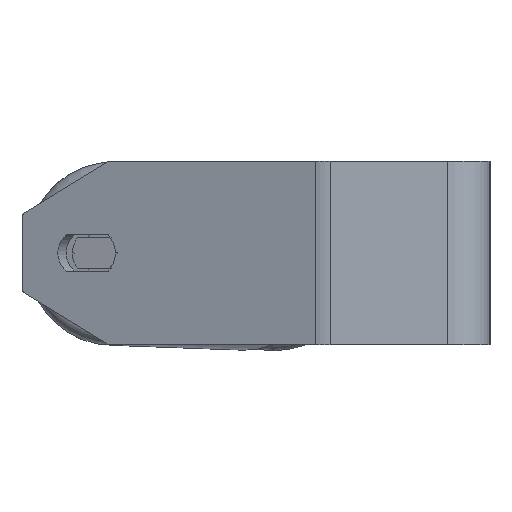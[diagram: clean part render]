
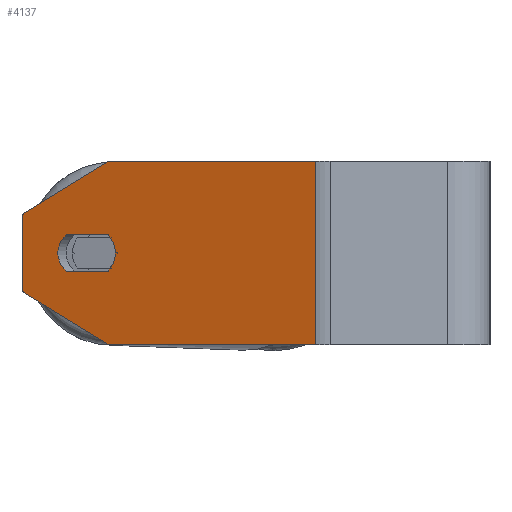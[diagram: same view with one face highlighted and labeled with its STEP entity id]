
A CAD part, left-side view. The second image highlights one B-rep face of the part: STEP entity #4137.
In plain terms, the highlighted planar face has unit normal (-0.94, 0.342, 0).
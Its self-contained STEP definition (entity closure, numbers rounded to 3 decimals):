
#59 = DIRECTION ( 'NONE',  ( -0.94, 0.342, 0. ) ) ;
#432 = LINE ( 'NONE', #8275, #2504 ) ;
#553 = CARTESIAN_POINT ( 'NONE',  ( -244.328, 125.305, 6. ) ) ;
#744 = CARTESIAN_POINT ( 'NONE',  ( -234.238, 153.026, 30. ) ) ;
#833 = CARTESIAN_POINT ( 'NONE',  ( -244.328, 125.305, -6. ) ) ;
#913 = EDGE_CURVE ( 'NONE', #8362, #5704, #7038, .T. ) ;
#972 = DIRECTION ( 'NONE',  ( -0.94, 0.342, 0. ) ) ;
#1164 = DIRECTION ( 'NONE',  ( 0., 0., -1. ) ) ;
#1312 = VECTOR ( 'NONE', #1164, 1000. ) ;
#1516 = VERTEX_POINT ( 'NONE', #5304 ) ;
#1581 = DIRECTION ( 'NONE',  ( -0.342, -0.94, 0. ) ) ;
#1728 = EDGE_CURVE ( 'NONE', #8200, #8362, #6294, .T. ) ;
#1775 = DIRECTION ( 'NONE',  ( -0.94, 0.342, 0. ) ) ;
#1780 = DIRECTION ( 'NONE',  ( 0.342, 0.94, 0. ) ) ;
#1855 = DIRECTION ( 'NONE',  ( 0.296, 0.814, -0.5 ) ) ;
#1862 = CARTESIAN_POINT ( 'NONE',  ( -269.156, 57.09, 30. ) ) ;
#1907 = CARTESIAN_POINT ( 'NONE',  ( -234.238, 153.026, -12.679 ) ) ;
#2113 = CARTESIAN_POINT ( 'NONE',  ( -242.789, 129.533, 0. ) ) ;
#2140 = ORIENTED_EDGE ( 'NONE', *, *, #2460, .T. ) ;
#2152 = DIRECTION ( 'NONE',  ( 0., 0., -1. ) ) ;
#2182 = CARTESIAN_POINT ( 'NONE',  ( -244.499, 124.835, -30. ) ) ;
#2318 = VECTOR ( 'NONE', #3981, 1000. ) ;
#2333 = FACE_BOUND ( 'NONE', #3959, .T. ) ;
#2402 = ORIENTED_EDGE ( 'NONE', *, *, #3377, .T. ) ;
#2404 = VECTOR ( 'NONE', #5968, 1000. ) ;
#2410 = CARTESIAN_POINT ( 'NONE',  ( -244.499, 124.835, 30. ) ) ;
#2427 = ORIENTED_EDGE ( 'NONE', *, *, #2785, .F. ) ;
#2453 = CIRCLE ( 'NONE', #4605, 7.5 ) ;
#2460 = EDGE_CURVE ( 'NONE', #5704, #3761, #8008, .T. ) ;
#2504 = VECTOR ( 'NONE', #1780, 1000. ) ;
#2515 = EDGE_CURVE ( 'NONE', #7245, #5711, #6509, .T. ) ;
#2576 = CARTESIAN_POINT ( 'NONE',  ( -234.238, 153.026, -30. ) ) ;
#2579 = ORIENTED_EDGE ( 'NONE', *, *, #5808, .F. ) ;
#2581 = ORIENTED_EDGE ( 'NONE', *, *, #1728, .T. ) ;
#2732 = AXIS2_PLACEMENT_3D ( 'NONE', #4408, #1775, #5712 ) ;
#2779 = VECTOR ( 'NONE', #2152, 1000. ) ;
#2785 = EDGE_CURVE ( 'NONE', #6488, #1516, #2453, .T. ) ;
#2983 = CARTESIAN_POINT ( 'NONE',  ( -242.789, 129.533, 0. ) ) ;
#3188 = CARTESIAN_POINT ( 'NONE',  ( -244.499, 124.835, -30. ) ) ;
#3377 = EDGE_CURVE ( 'NONE', #3761, #5546, #8476, .T. ) ;
#3378 = VERTEX_POINT ( 'NONE', #1862 ) ;
#3429 = VERTEX_POINT ( 'NONE', #553 ) ;
#3534 = LINE ( 'NONE', #7437, #6284 ) ;
#3761 = VERTEX_POINT ( 'NONE', #3188 ) ;
#3879 = CIRCLE ( 'NONE', #7006, 7.5 ) ;
#3959 = EDGE_LOOP ( 'NONE', ( #4654, #4833, #5085, #8283, #2427 ) ) ;
#3981 = DIRECTION ( 'NONE',  ( -0.342, -0.94, 0. ) ) ;
#4057 = EDGE_LOOP ( 'NONE', ( #6037, #2140, #2402, #2579, #5112, #2581 ) ) ;
#4137 = ADVANCED_FACE ( 'NONE', ( #2333, #4930 ), #4381, .F. ) ;
#4159 = CARTESIAN_POINT ( 'NONE',  ( -269.156, 57.09, 30. ) ) ;
#4381 = PLANE ( 'NONE',  #7011 ) ;
#4408 = CARTESIAN_POINT ( 'NONE',  ( -241.078, 134.232, 0. ) ) ;
#4605 = AXIS2_PLACEMENT_3D ( 'NONE', #2113, #59, #7300 ) ;
#4640 = DIRECTION ( 'NONE',  ( 0.94, -0.342, 0. ) ) ;
#4654 = ORIENTED_EDGE ( 'NONE', *, *, #5376, .F. ) ;
#4740 = CARTESIAN_POINT ( 'NONE',  ( -234.238, 153.026, 12.679 ) ) ;
#4833 = ORIENTED_EDGE ( 'NONE', *, *, #2515, .F. ) ;
#4930 = FACE_OUTER_BOUND ( 'NONE', #4057, .T. ) ;
#5085 = ORIENTED_EDGE ( 'NONE', *, *, #5183, .F. ) ;
#5112 = ORIENTED_EDGE ( 'NONE', *, *, #7703, .F. ) ;
#5183 = EDGE_CURVE ( 'NONE', #3429, #7245, #432, .T. ) ;
#5304 = CARTESIAN_POINT ( 'NONE',  ( -245.354, 122.486, 0. ) ) ;
#5376 = EDGE_CURVE ( 'NONE', #5711, #6488, #3534, .T. ) ;
#5415 = VECTOR ( 'NONE', #7629, 1000. ) ;
#5546 = VERTEX_POINT ( 'NONE', #7732 ) ;
#5704 = VERTEX_POINT ( 'NONE', #1907 ) ;
#5711 = VERTEX_POINT ( 'NONE', #7080 ) ;
#5712 = DIRECTION ( 'NONE',  ( 0.342, 0.94, 0. ) ) ;
#5808 = EDGE_CURVE ( 'NONE', #3378, #5546, #6795, .T. ) ;
#5945 = DIRECTION ( 'NONE',  ( 0.342, 0.94, 0. ) ) ;
#5968 = DIRECTION ( 'NONE',  ( -0.342, -0.94, 0. ) ) ;
#6037 = ORIENTED_EDGE ( 'NONE', *, *, #913, .T. ) ;
#6284 = VECTOR ( 'NONE', #1581, 1000. ) ;
#6294 = LINE ( 'NONE', #7716, #8158 ) ;
#6488 = VERTEX_POINT ( 'NONE', #833 ) ;
#6509 = CIRCLE ( 'NONE', #2732, 7.5 ) ;
#6555 = CARTESIAN_POINT ( 'NONE',  ( -234.238, 153.026, 30. ) ) ;
#6615 = LINE ( 'NONE', #744, #2404 ) ;
#6795 = LINE ( 'NONE', #4159, #2779 ) ;
#6808 = EDGE_CURVE ( 'NONE', #1516, #3429, #3879, .T. ) ;
#6850 = DIRECTION ( 'NONE',  ( -0.342, -0.94, 0. ) ) ;
#7006 = AXIS2_PLACEMENT_3D ( 'NONE', #2983, #972, #6850 ) ;
#7011 = AXIS2_PLACEMENT_3D ( 'NONE', #6555, #4640, #5945 ) ;
#7038 = LINE ( 'NONE', #7757, #1312 ) ;
#7080 = CARTESIAN_POINT ( 'NONE',  ( -239.539, 138.461, -6. ) ) ;
#7245 = VERTEX_POINT ( 'NONE', #8441 ) ;
#7300 = DIRECTION ( 'NONE',  ( -0.342, -0.94, 0. ) ) ;
#7437 = CARTESIAN_POINT ( 'NONE',  ( -244.328, 125.305, -6. ) ) ;
#7629 = DIRECTION ( 'NONE',  ( -0.296, -0.814, -0.5 ) ) ;
#7703 = EDGE_CURVE ( 'NONE', #8200, #3378, #6615, .T. ) ;
#7716 = CARTESIAN_POINT ( 'NONE',  ( -234.238, 153.026, 12.679 ) ) ;
#7732 = CARTESIAN_POINT ( 'NONE',  ( -269.156, 57.09, -30. ) ) ;
#7757 = CARTESIAN_POINT ( 'NONE',  ( -234.238, 153.026, 30. ) ) ;
#8008 = LINE ( 'NONE', #2182, #5415 ) ;
#8158 = VECTOR ( 'NONE', #1855, 1000. ) ;
#8200 = VERTEX_POINT ( 'NONE', #2410 ) ;
#8275 = CARTESIAN_POINT ( 'NONE',  ( -244.328, 125.305, 6. ) ) ;
#8283 = ORIENTED_EDGE ( 'NONE', *, *, #6808, .F. ) ;
#8362 = VERTEX_POINT ( 'NONE', #4740 ) ;
#8441 = CARTESIAN_POINT ( 'NONE',  ( -239.539, 138.461, 6. ) ) ;
#8476 = LINE ( 'NONE', #2576, #2318 ) ;
